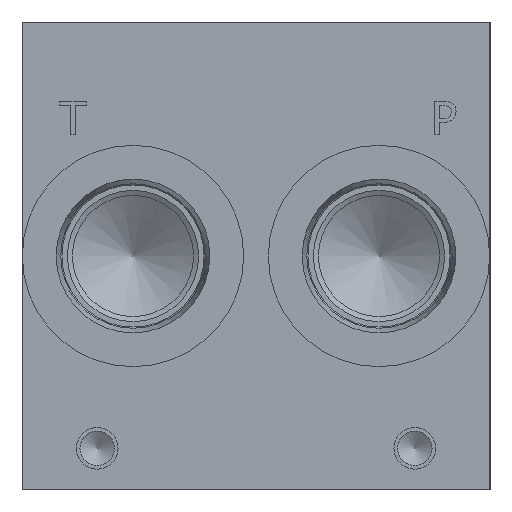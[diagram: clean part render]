
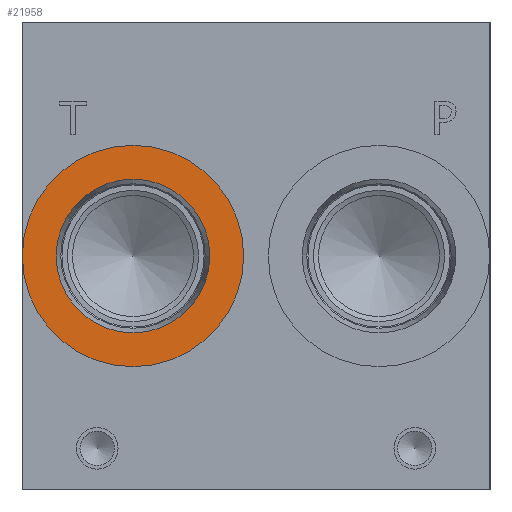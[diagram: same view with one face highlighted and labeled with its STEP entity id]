
A CAD part, left-side view. The second image highlights one B-rep face of the part: STEP entity #21958.
In plain terms, the highlighted planar face has unit normal (-1, 0, 0).
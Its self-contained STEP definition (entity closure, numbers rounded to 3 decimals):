
#837=CIRCLE('',#23092,21.019);
#838=CIRCLE('',#23093,21.019);
#839=CIRCLE('',#23095,14.592);
#840=CIRCLE('',#23096,14.592);
#2049=FACE_BOUND('',#4285,.T.);
#2992=FACE_OUTER_BOUND('',#4284,.T.);
#4284=EDGE_LOOP('',(#18105,#18106));
#4285=EDGE_LOOP('',(#18107,#18108));
#9903=VERTEX_POINT('',#37155);
#9904=VERTEX_POINT('',#37157);
#9905=VERTEX_POINT('',#37161);
#9906=VERTEX_POINT('',#37162);
#12807=EDGE_CURVE('',#9903,#9904,#837,.T.);
#12808=EDGE_CURVE('',#9904,#9903,#838,.T.);
#12809=EDGE_CURVE('',#9905,#9906,#839,.T.);
#12810=EDGE_CURVE('',#9906,#9905,#840,.T.);
#18105=ORIENTED_EDGE('',*,*,#12808,.F.);
#18106=ORIENTED_EDGE('',*,*,#12807,.F.);
#18107=ORIENTED_EDGE('',*,*,#12809,.T.);
#18108=ORIENTED_EDGE('',*,*,#12810,.T.);
#20381=PLANE('',#23094);
#21958=ADVANCED_FACE('',(#2992,#2049),#20381,.F.);
#23092=AXIS2_PLACEMENT_3D('',#37158,#27083,#27084);
#23093=AXIS2_PLACEMENT_3D('',#37159,#27085,#27086);
#23094=AXIS2_PLACEMENT_3D('',#37160,#27087,#27088);
#23095=AXIS2_PLACEMENT_3D('',#37163,#27089,#27090);
#23096=AXIS2_PLACEMENT_3D('',#37164,#27091,#27092);
#27083=DIRECTION('center_axis',(1.,0.,0.));
#27084=DIRECTION('ref_axis',(0.,0.,-1.));
#27085=DIRECTION('center_axis',(1.,0.,0.));
#27086=DIRECTION('ref_axis',(0.,0.,-1.));
#27087=DIRECTION('center_axis',(1.,0.,0.));
#27088=DIRECTION('ref_axis',(0.,0.,-1.));
#27089=DIRECTION('center_axis',(1.,0.,0.));
#27090=DIRECTION('ref_axis',(0.,0.,-1.));
#27091=DIRECTION('center_axis',(1.,0.,0.));
#27092=DIRECTION('ref_axis',(0.,0.,-1.));
#37155=CARTESIAN_POINT('',(0.787,67.818,23.432));
#37157=CARTESIAN_POINT('',(0.787,67.818,65.469));
#37158=CARTESIAN_POINT('Origin',(0.787,67.818,44.45));
#37159=CARTESIAN_POINT('Origin',(0.787,67.818,44.45));
#37160=CARTESIAN_POINT('Origin',(0.787,67.818,59.042));
#37161=CARTESIAN_POINT('',(0.787,67.818,59.042));
#37162=CARTESIAN_POINT('',(0.787,67.818,29.858));
#37163=CARTESIAN_POINT('Origin',(0.787,67.818,44.45));
#37164=CARTESIAN_POINT('Origin',(0.787,67.818,44.45));
